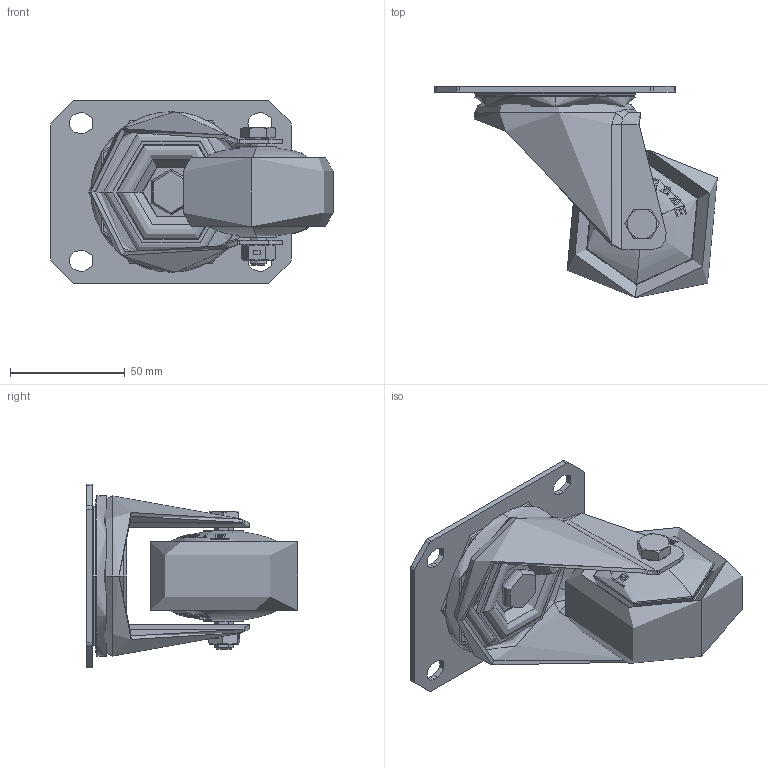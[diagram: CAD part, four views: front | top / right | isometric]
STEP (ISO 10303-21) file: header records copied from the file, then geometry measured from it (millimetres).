
FILE_DESCRIPTION (( 'STEP AP214' ), '1' );
FILE_NAME ('0056089.step', '2023-11-06T11:26:08', ( '' ), ( '' ), 'SwSTEP 2.0', 'SolidWorks 2020', '' );
FILE_SCHEMA (( 'AUTOMOTIVE_DESIGN' ));
Length unit declared in the file: millimetre
Products named in the file (1): 0056089
Bounding box: 123.26 x 92.11 x 80 mm (x, y, z)
Volume: 169405.9 mm3; surface area: 91192.5 mm2
Topology: 11 solids, 11 shells, 671 faces, 1585 edges, 986 vertices
Faces by surface type: bspline 258, torus 148, cylinder 101, plane 100, cone 64
Entity records: 40995 total; most frequent: CARTESIAN_POINT 20004, ORIENTED_EDGE 3166, DIRECTION 2111, EDGE_CURVE 1583, VERTEX_POINT 986, AXIS2_PLACEMENT_3D 924, B_SPLINE_CURVE_WITH_KNOTS 799, EDGE_LOOP 753
